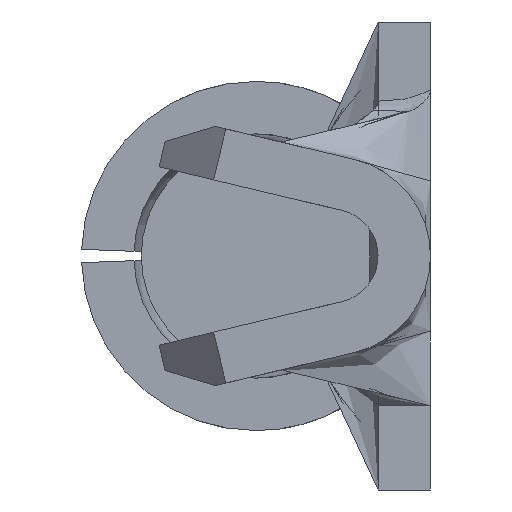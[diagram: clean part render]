
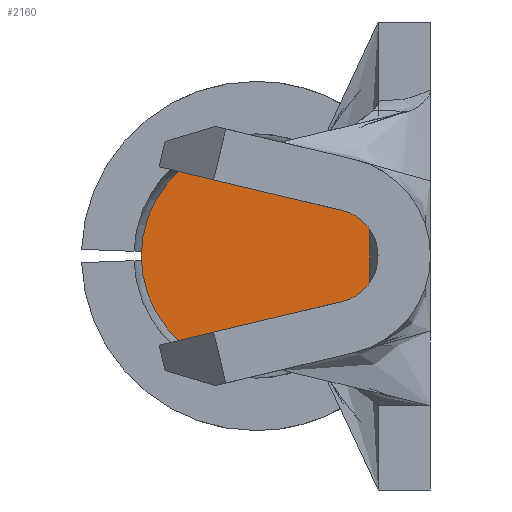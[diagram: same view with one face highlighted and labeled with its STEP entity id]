
A CAD part, left-side view. The second image highlights one B-rep face of the part: STEP entity #2160.
In plain terms, the highlighted planar face has unit normal (-1, 0, 0).
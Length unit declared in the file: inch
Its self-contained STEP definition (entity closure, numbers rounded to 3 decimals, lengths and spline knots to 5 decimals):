
#38 = ORIENTED_EDGE ( 'NONE', *, *, #719, .T. ) ;
#60 = AXIS2_PLACEMENT_3D ( 'NONE', #2390, #5512, #2827 ) ;
#93 = AXIS2_PLACEMENT_3D ( 'NONE', #2803, #154, #3263 ) ;
#130 = LINE ( 'NONE', #1467, #281 ) ;
#152 = CIRCLE ( 'NONE', #93, 0.07925 ) ;
#154 = DIRECTION ( 'NONE',  ( -1., 0., 0. ) ) ;
#210 = VERTEX_POINT ( 'NONE', #3670 ) ;
#256 = AXIS2_PLACEMENT_3D ( 'NONE', #2335, #5463, #2785 ) ;
#281 = VECTOR ( 'NONE', #5050, 39.37008 ) ;
#450 = CARTESIAN_POINT ( 'NONE',  ( -0.811, 0., 0. ) ) ;
#548 = EDGE_CURVE ( 'NONE', #1104, #1635, #2015, .T. ) ;
#599 = AXIS2_PLACEMENT_3D ( 'NONE', #3639, #964, #4112 ) ;
#637 = ORIENTED_EDGE ( 'NONE', *, *, #849, .T. ) ;
#644 = EDGE_CURVE ( 'NONE', #2906, #2347, #2763, .T. ) ;
#709 = VECTOR ( 'NONE', #2333, 39.37008 ) ;
#719 = EDGE_CURVE ( 'NONE', #3702, #3787, #130, .T. ) ;
#744 = CARTESIAN_POINT ( 'NONE',  ( -0.811, -0.06986, 0.03742 ) ) ;
#791 = EDGE_CURVE ( 'NONE', #2347, #1104, #2643, .T. ) ;
#818 = EDGE_CURVE ( 'NONE', #210, #3702, #152, .T. ) ;
#849 = EDGE_CURVE ( 'NONE', #3787, #2906, #2513, .T. ) ;
#902 = DIRECTION ( 'NONE',  ( 0., -1., 0. ) ) ;
#908 = CARTESIAN_POINT ( 'NONE',  ( -0.811, -0.05212, 0.03218 ) ) ;
#964 = DIRECTION ( 'NONE',  ( -1., 0., 0. ) ) ;
#1104 = VERTEX_POINT ( 'NONE', #4616 ) ;
#1467 = CARTESIAN_POINT ( 'NONE',  ( -0.811, -0.05399, 0.02892 ) ) ;
#1475 = ORIENTED_EDGE ( 'NONE', *, *, #548, .T. ) ;
#1635 = VERTEX_POINT ( 'NONE', #5277 ) ;
#1733 = EDGE_CURVE ( 'NONE', #1635, #210, #1790, .T. ) ;
#1790 = CIRCLE ( 'NONE', #5210, 0.07925 ) ;
#1944 = DIRECTION ( 'NONE',  ( -1., 0., 0. ) ) ;
#2015 = LINE ( 'NONE', #4607, #709 ) ;
#2160 = ADVANCED_FACE ( 'NONE', ( #4252 ), #3272, .T. ) ;
#2238 = ORIENTED_EDGE ( 'NONE', *, *, #791, .T. ) ;
#2333 = DIRECTION ( 'NONE',  ( 0., -0.882, -0.472 ) ) ;
#2335 = CARTESIAN_POINT ( 'NONE',  ( -0.811, -0.05552, -0.03428 ) ) ;
#2347 = VERTEX_POINT ( 'NONE', #2960 ) ;
#2390 = CARTESIAN_POINT ( 'NONE',  ( -0.811, -0.05552, 0.03428 ) ) ;
#2513 = CIRCLE ( 'NONE', #60, 0.004 ) ;
#2643 = CIRCLE ( 'NONE', #256, 0.004 ) ;
#2763 = CIRCLE ( 'NONE', #599, 0.06125 ) ;
#2785 = DIRECTION ( 'NONE',  ( 0., -1., 0. ) ) ;
#2803 = CARTESIAN_POINT ( 'NONE',  ( -0.811, 0., 0. ) ) ;
#2827 = DIRECTION ( 'NONE',  ( 0., -1., 0. ) ) ;
#2845 = ORIENTED_EDGE ( 'NONE', *, *, #1733, .T. ) ;
#2906 = VERTEX_POINT ( 'NONE', #908 ) ;
#2960 = CARTESIAN_POINT ( 'NONE',  ( -0.811, -0.05212, -0.03218 ) ) ;
#3263 = DIRECTION ( 'NONE',  ( 0., -1., 0. ) ) ;
#3272 = PLANE ( 'NONE',  #4816 ) ;
#3571 = DIRECTION ( 'NONE',  ( -1., 0., 0. ) ) ;
#3639 = CARTESIAN_POINT ( 'NONE',  ( -0.811, 0., 0. ) ) ;
#3670 = CARTESIAN_POINT ( 'NONE',  ( -0.811, -0.07925, 0. ) ) ;
#3702 = VERTEX_POINT ( 'NONE', #744 ) ;
#3785 = ORIENTED_EDGE ( 'NONE', *, *, #818, .T. ) ;
#3787 = VERTEX_POINT ( 'NONE', #4469 ) ;
#4112 = DIRECTION ( 'NONE',  ( 0., -1., 0. ) ) ;
#4252 = FACE_OUTER_BOUND ( 'NONE', #5025, .T. ) ;
#4469 = CARTESIAN_POINT ( 'NONE',  ( -0.811, -0.05741, 0.03075 ) ) ;
#4607 = CARTESIAN_POINT ( 'NONE',  ( -0.811, -0.05399, -0.02892 ) ) ;
#4616 = CARTESIAN_POINT ( 'NONE',  ( -0.811, -0.05741, -0.03075 ) ) ;
#4667 = CARTESIAN_POINT ( 'NONE',  ( -0.811, 0., 0. ) ) ;
#4816 = AXIS2_PLACEMENT_3D ( 'NONE', #4667, #1944, #5078 ) ;
#5025 = EDGE_LOOP ( 'NONE', ( #5611, #2238, #1475, #2845, #3785, #38, #637 ) ) ;
#5050 = DIRECTION ( 'NONE',  ( 0., 0.882, -0.472 ) ) ;
#5078 = DIRECTION ( 'NONE',  ( 0., -1., 0. ) ) ;
#5210 = AXIS2_PLACEMENT_3D ( 'NONE', #450, #3571, #902 ) ;
#5277 = CARTESIAN_POINT ( 'NONE',  ( -0.811, -0.06986, -0.03742 ) ) ;
#5463 = DIRECTION ( 'NONE',  ( 1., 0., 0. ) ) ;
#5512 = DIRECTION ( 'NONE',  ( 1., 0., 0. ) ) ;
#5611 = ORIENTED_EDGE ( 'NONE', *, *, #644, .T. ) ;
